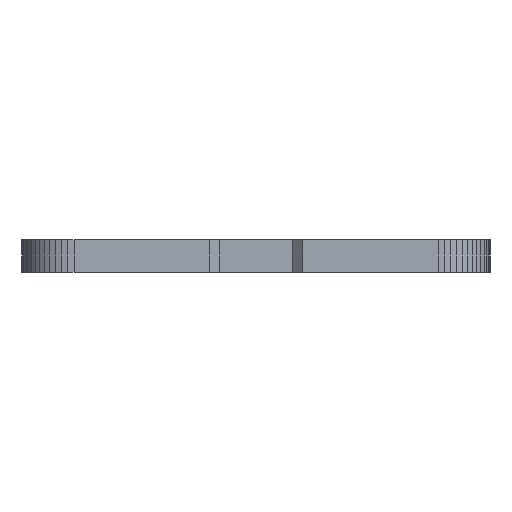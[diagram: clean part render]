
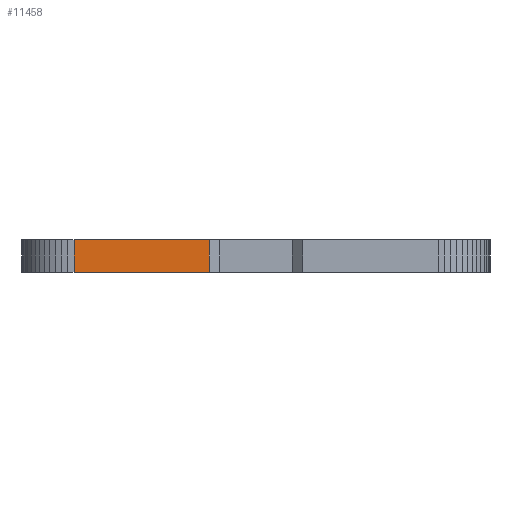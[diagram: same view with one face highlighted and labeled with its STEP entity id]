
A CAD part, left-side view. The second image highlights one B-rep face of the part: STEP entity #11458.
In plain terms, the highlighted planar face has unit normal (-1, 0, 0).
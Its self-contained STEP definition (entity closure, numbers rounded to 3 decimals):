
#83 = PLANE('',#84);
#84 = AXIS2_PLACEMENT_3D('',#85,#86,#87);
#85 = CARTESIAN_POINT('',(128.681,-60.56,1.6));
#86 = DIRECTION('',(-0.,-0.,-1.));
#87 = DIRECTION('',(-1.,0.,0.));
#137 = PLANE('',#138);
#138 = AXIS2_PLACEMENT_3D('',#139,#140,#141);
#139 = CARTESIAN_POINT('',(128.681,-60.56,0.));
#140 = DIRECTION('',(-0.,-0.,-1.));
#141 = DIRECTION('',(-1.,0.,0.));
#2955 = VERTEX_POINT('',#2956);
#2956 = CARTESIAN_POINT('',(103.34,-58.274,0.));
#2970 = PLANE('',#2971);
#2971 = AXIS2_PLACEMENT_3D('',#2972,#2973,#2974);
#2972 = CARTESIAN_POINT('',(103.848,-58.782,0.));
#2973 = DIRECTION('',(-0.707,-0.707,0.));
#2974 = DIRECTION('',(-0.707,0.707,0.));
#2982 = EDGE_CURVE('',#2955,#2983,#2985,.T.);
#2983 = VERTEX_POINT('',#2984);
#2984 = CARTESIAN_POINT('',(103.34,-51.67,0.));
#2985 = SURFACE_CURVE('',#2986,(#2990,#2997),.PCURVE_S1.);
#2986 = LINE('',#2987,#2988);
#2987 = CARTESIAN_POINT('',(103.34,-58.274,0.));
#2988 = VECTOR('',#2989,1.);
#2989 = DIRECTION('',(0.,1.,0.));
#2990 = PCURVE('',#137,#2991);
#2991 = DEFINITIONAL_REPRESENTATION('',(#2992),#2996);
#2992 = LINE('',#2993,#2994);
#2993 = CARTESIAN_POINT('',(25.341,2.286));
#2994 = VECTOR('',#2995,1.);
#2995 = DIRECTION('',(0.,1.));
#2996 = ( GEOMETRIC_REPRESENTATION_CONTEXT(2) 
PARAMETRIC_REPRESENTATION_CONTEXT() REPRESENTATION_CONTEXT('2D SPACE',''
  ) );
#2997 = PCURVE('',#2998,#3003);
#2998 = PLANE('',#2999);
#2999 = AXIS2_PLACEMENT_3D('',#3000,#3001,#3002);
#3000 = CARTESIAN_POINT('',(103.34,-58.274,0.));
#3001 = DIRECTION('',(-1.,0.,0.));
#3002 = DIRECTION('',(0.,1.,0.));
#3003 = DEFINITIONAL_REPRESENTATION('',(#3004),#3008);
#3004 = LINE('',#3005,#3006);
#3005 = CARTESIAN_POINT('',(0.,0.));
#3006 = VECTOR('',#3007,1.);
#3007 = DIRECTION('',(1.,0.));
#3008 = ( GEOMETRIC_REPRESENTATION_CONTEXT(2) 
PARAMETRIC_REPRESENTATION_CONTEXT() REPRESENTATION_CONTEXT('2D SPACE',''
  ) );
#3026 = PLANE('',#3027);
#3027 = AXIS2_PLACEMENT_3D('',#3028,#3029,#3030);
#3028 = CARTESIAN_POINT('',(103.34,-51.67,0.));
#3029 = DIRECTION('',(-0.998,0.06,0.));
#3030 = DIRECTION('',(0.06,0.998,0.));
#7857 = VERTEX_POINT('',#7858);
#7858 = CARTESIAN_POINT('',(103.34,-58.274,1.6));
#7879 = EDGE_CURVE('',#7857,#7880,#7882,.T.);
#7880 = VERTEX_POINT('',#7881);
#7881 = CARTESIAN_POINT('',(103.34,-51.67,1.6));
#7882 = SURFACE_CURVE('',#7883,(#7887,#7894),.PCURVE_S1.);
#7883 = LINE('',#7884,#7885);
#7884 = CARTESIAN_POINT('',(103.34,-58.274,1.6));
#7885 = VECTOR('',#7886,1.);
#7886 = DIRECTION('',(0.,1.,0.));
#7887 = PCURVE('',#83,#7888);
#7888 = DEFINITIONAL_REPRESENTATION('',(#7889),#7893);
#7889 = LINE('',#7890,#7891);
#7890 = CARTESIAN_POINT('',(25.341,2.286));
#7891 = VECTOR('',#7892,1.);
#7892 = DIRECTION('',(0.,1.));
#7893 = ( GEOMETRIC_REPRESENTATION_CONTEXT(2) 
PARAMETRIC_REPRESENTATION_CONTEXT() REPRESENTATION_CONTEXT('2D SPACE',''
  ) );
#7894 = PCURVE('',#2998,#7895);
#7895 = DEFINITIONAL_REPRESENTATION('',(#7896),#7900);
#7896 = LINE('',#7897,#7898);
#7897 = CARTESIAN_POINT('',(0.,-1.6));
#7898 = VECTOR('',#7899,1.);
#7899 = DIRECTION('',(1.,0.));
#7900 = ( GEOMETRIC_REPRESENTATION_CONTEXT(2) 
PARAMETRIC_REPRESENTATION_CONTEXT() REPRESENTATION_CONTEXT('2D SPACE',''
  ) );
#11435 = EDGE_CURVE('',#2983,#7880,#11436,.T.);
#11436 = SURFACE_CURVE('',#11437,(#11441,#11448),.PCURVE_S1.);
#11437 = LINE('',#11438,#11439);
#11438 = CARTESIAN_POINT('',(103.34,-51.67,0.));
#11439 = VECTOR('',#11440,1.);
#11440 = DIRECTION('',(0.,0.,1.));
#11441 = PCURVE('',#3026,#11442);
#11442 = DEFINITIONAL_REPRESENTATION('',(#11443),#11447);
#11443 = LINE('',#11444,#11445);
#11444 = CARTESIAN_POINT('',(0.,0.));
#11445 = VECTOR('',#11446,1.);
#11446 = DIRECTION('',(0.,-1.));
#11447 = ( GEOMETRIC_REPRESENTATION_CONTEXT(2) 
PARAMETRIC_REPRESENTATION_CONTEXT() REPRESENTATION_CONTEXT('2D SPACE',''
  ) );
#11448 = PCURVE('',#2998,#11449);
#11449 = DEFINITIONAL_REPRESENTATION('',(#11450),#11454);
#11450 = LINE('',#11451,#11452);
#11451 = CARTESIAN_POINT('',(6.604,0.));
#11452 = VECTOR('',#11453,1.);
#11453 = DIRECTION('',(0.,-1.));
#11454 = ( GEOMETRIC_REPRESENTATION_CONTEXT(2) 
PARAMETRIC_REPRESENTATION_CONTEXT() REPRESENTATION_CONTEXT('2D SPACE',''
  ) );
#11458 = ADVANCED_FACE('',(#11459),#2998,.T.);
#11459 = FACE_BOUND('',#11460,.T.);
#11460 = EDGE_LOOP('',(#11461,#11482,#11483,#11484));
#11461 = ORIENTED_EDGE('',*,*,#11462,.T.);
#11462 = EDGE_CURVE('',#2955,#7857,#11463,.T.);
#11463 = SURFACE_CURVE('',#11464,(#11468,#11475),.PCURVE_S1.);
#11464 = LINE('',#11465,#11466);
#11465 = CARTESIAN_POINT('',(103.34,-58.274,0.));
#11466 = VECTOR('',#11467,1.);
#11467 = DIRECTION('',(0.,0.,1.));
#11468 = PCURVE('',#2998,#11469);
#11469 = DEFINITIONAL_REPRESENTATION('',(#11470),#11474);
#11470 = LINE('',#11471,#11472);
#11471 = CARTESIAN_POINT('',(0.,0.));
#11472 = VECTOR('',#11473,1.);
#11473 = DIRECTION('',(0.,-1.));
#11474 = ( GEOMETRIC_REPRESENTATION_CONTEXT(2) 
PARAMETRIC_REPRESENTATION_CONTEXT() REPRESENTATION_CONTEXT('2D SPACE',''
  ) );
#11475 = PCURVE('',#2970,#11476);
#11476 = DEFINITIONAL_REPRESENTATION('',(#11477),#11481);
#11477 = LINE('',#11478,#11479);
#11478 = CARTESIAN_POINT('',(0.718,0.));
#11479 = VECTOR('',#11480,1.);
#11480 = DIRECTION('',(0.,-1.));
#11481 = ( GEOMETRIC_REPRESENTATION_CONTEXT(2) 
PARAMETRIC_REPRESENTATION_CONTEXT() REPRESENTATION_CONTEXT('2D SPACE',''
  ) );
#11482 = ORIENTED_EDGE('',*,*,#7879,.T.);
#11483 = ORIENTED_EDGE('',*,*,#11435,.F.);
#11484 = ORIENTED_EDGE('',*,*,#2982,.F.);
